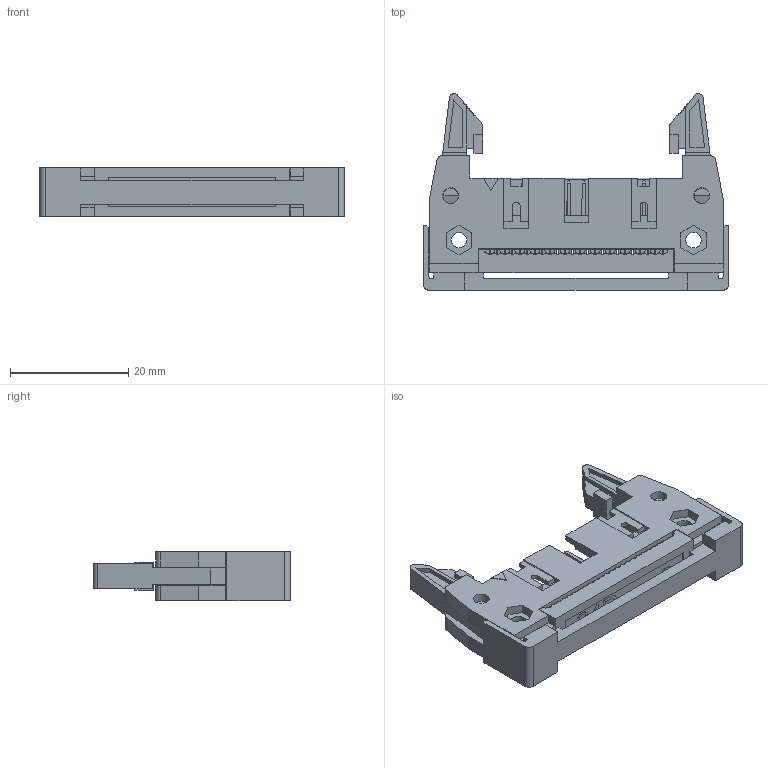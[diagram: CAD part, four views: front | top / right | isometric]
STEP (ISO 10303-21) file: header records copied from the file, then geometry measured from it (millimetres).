
FILE_DESCRIPTION( ('This file contains a STEP AP42 implementation' ,'as created by ZW3D STEP Interface translator.') ,'2;1' );
FILE_NAME( '3820-XXXXNXS01A.stp' ,'231130.14 454', (''), ('ZWCAD Software Co.'), 'Version 1.0', 'ZW3D to STEP translator', '' );
FILE_SCHEMA(('AUTOMOTIVE_DESIGN { 1 0 10303 214 1 1 1 1 }'));
Length unit declared in the file: millimetre
Products named in the file (2): 0; 3820-24XXNGS01A
Bounding box: 51.58 x 33.3 x 8.43 mm (x, y, z)
Volume: 5567.9 mm3; surface area: 8524.5 mm2
Topology: 1 solids, 1 shells, 2170 faces, 6190 edges, 3925 vertices
Faces by surface type: plane 1381, cylinder 572, bspline 217
Full cylindrical faces by diameter (mm): 2.6 x2
Entity records: 74226 total; most frequent: CARTESIAN_POINT 15844, ORIENTED_EDGE 12262, DIRECTION 11239, EDGE_CURVE 6090, VECTOR 4525, LINE 4525, VERTEX_POINT 3922, AXIS2_PLACEMENT_3D 3357
